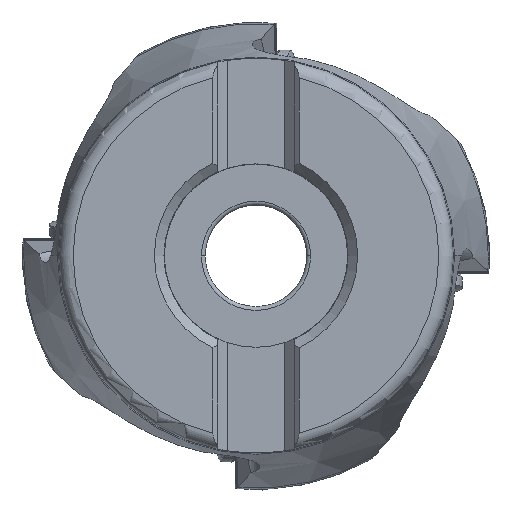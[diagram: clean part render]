
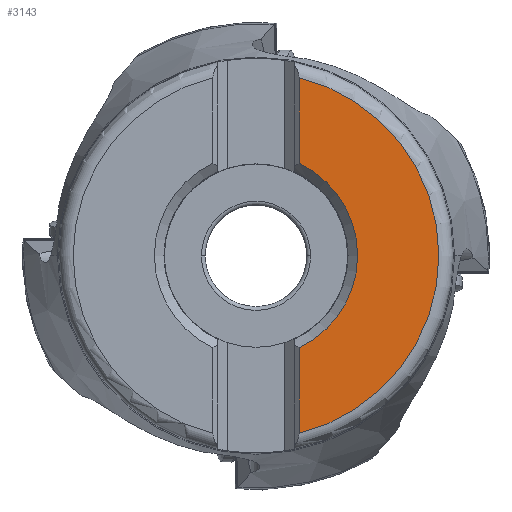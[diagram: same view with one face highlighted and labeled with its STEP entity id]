
A CAD part, top view. The second image highlights one B-rep face of the part: STEP entity #3143.
In plain terms, the highlighted planar face has unit normal (0, 0, 1).
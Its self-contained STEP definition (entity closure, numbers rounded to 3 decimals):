
#1150=LINE('',#19512,#1872);
#1151=LINE('',#19513,#1873);
#1872=VECTOR('',#14173,1.);
#1873=VECTOR('',#14174,1.);
#2559=FACE_OUTER_BOUND('',#4105,.T.);
#3143=ADVANCED_FACE('',(#2559),#3704,.T.);
#3704=PLANE('',#12397);
#4105=EDGE_LOOP('',(#5552,#5553,#5554,#5555,#5556,#5557));
#5552=ORIENTED_EDGE('',*,*,#9906,.F.);
#5553=ORIENTED_EDGE('',*,*,#9905,.F.);
#5554=ORIENTED_EDGE('',*,*,#9907,.F.);
#5555=ORIENTED_EDGE('',*,*,#9865,.F.);
#5556=ORIENTED_EDGE('',*,*,#9864,.F.);
#5557=ORIENTED_EDGE('',*,*,#9908,.F.);
#8552=VERTEX_POINT('',#19360);
#8553=VERTEX_POINT('',#19362);
#8554=VERTEX_POINT('',#19364);
#8581=VERTEX_POINT('',#19500);
#8582=VERTEX_POINT('',#19507);
#8583=VERTEX_POINT('',#19509);
#9864=EDGE_CURVE('',#8552,#8553,#11209,.T.);
#9865=EDGE_CURVE('',#8553,#8554,#11210,.T.);
#9905=EDGE_CURVE('',#8582,#8583,#11223,.T.);
#9906=EDGE_CURVE('',#8583,#8581,#11224,.T.);
#9907=EDGE_CURVE('',#8554,#8582,#1150,.T.);
#9908=EDGE_CURVE('',#8581,#8552,#1151,.T.);
#11209=CIRCLE('',#12368,19.);
#11210=CIRCLE('',#12369,19.);
#11223=CIRCLE('',#12394,10.56);
#11224=CIRCLE('',#12395,10.56);
#12368=AXIS2_PLACEMENT_3D('',#19361,#14099,#14100);
#12369=AXIS2_PLACEMENT_3D('',#19363,#14101,#14102);
#12394=AXIS2_PLACEMENT_3D('',#19508,#14167,#14168);
#12395=AXIS2_PLACEMENT_3D('',#19510,#14169,#14170);
#12397=AXIS2_PLACEMENT_3D('',#19514,#14175,#14176);
#14099=DIRECTION('',(0.,0.,-1.));
#14100=DIRECTION('',(0.235,0.972,0.));
#14101=DIRECTION('',(0.,0.,-1.));
#14102=DIRECTION('',(1.,0.,0.));
#14167=DIRECTION('',(0.,0.,1.));
#14168=DIRECTION('',(0.423,-0.906,0.));
#14169=DIRECTION('',(0.,0.,1.));
#14170=DIRECTION('',(1.,0.,0.));
#14173=DIRECTION('',(0.,1.,0.));
#14174=DIRECTION('',(0.,1.,0.));
#14175=DIRECTION('',(0.,0.,1.));
#14176=DIRECTION('',(1.,0.,0.));
#19360=CARTESIAN_POINT('',(4.47,18.467,0.));
#19361=CARTESIAN_POINT('',(0.,0.,0.));
#19362=CARTESIAN_POINT('',(19.,0.,0.));
#19363=CARTESIAN_POINT('',(0.,0.,0.));
#19364=CARTESIAN_POINT('',(4.47,-18.467,0.));
#19500=CARTESIAN_POINT('',(4.47,9.567,0.));
#19507=CARTESIAN_POINT('',(4.47,-9.567,0.));
#19508=CARTESIAN_POINT('',(0.,0.,0.));
#19509=CARTESIAN_POINT('',(10.56,0.,0.));
#19510=CARTESIAN_POINT('',(0.,0.,0.));
#19512=CARTESIAN_POINT('',(4.47,-18.467,0.));
#19513=CARTESIAN_POINT('',(4.47,9.567,0.));
#19514=CARTESIAN_POINT('',(11.735,0.,0.));
